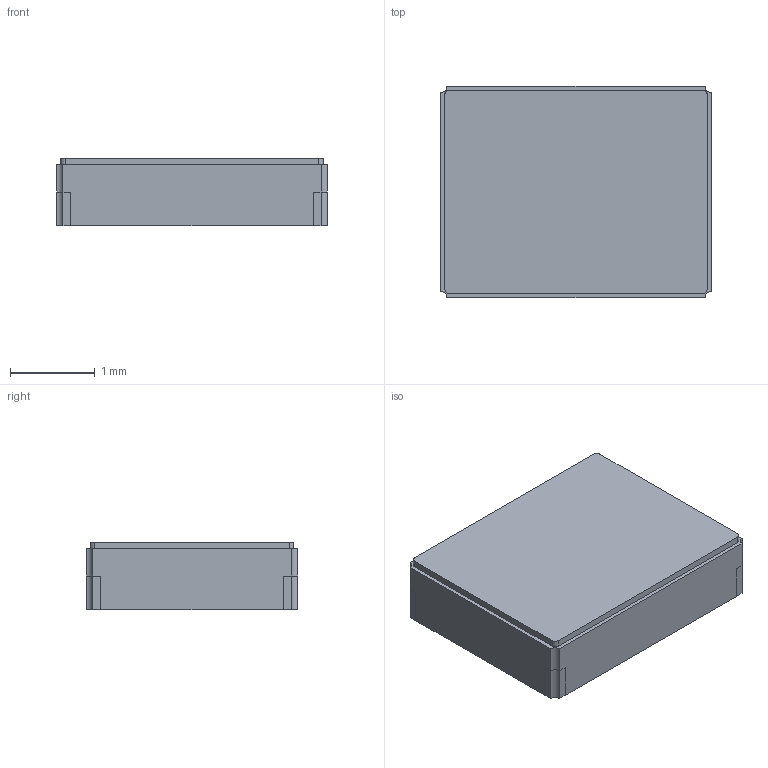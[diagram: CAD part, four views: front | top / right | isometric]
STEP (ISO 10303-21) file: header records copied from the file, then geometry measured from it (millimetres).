
FILE_DESCRIPTION(/* description */ (''),/* implementation_level */ '2;1');
FILE_NAME(/* name */ 'SMD-5032_4P.step',/* time_stamp */ '2021-06-04T12:28:17-05:00',/* author */ (''),/* organization */ (''),/* preprocessor_version */ 'ST-DEVELOPER v18.1',/* originating_system */ 'Autodesk Translation Framework v10.9.0.1377',/* authorisation */ '');
FILE_SCHEMA (('AUTOMOTIVE_DESIGN { 1 0 10303 214 3 1 1 }'));
Length unit declared in the file: millimetre
Products named in the file (1): SMD-5032_4P
Bounding box: 3.2 x 2.5 x 0.8 mm (x, y, z)
Volume: 6.3 mm3; surface area: 41.7 mm2
Topology: 5 solids, 5 shells, 93 faces, 246 edges, 164 vertices
Faces by surface type: plane 81, cylinder 12
Entity records: 2904 total; most frequent: CARTESIAN_POINT 504, ORIENTED_EDGE 492, DIRECTION 458, EDGE_CURVE 246, LINE 222, VECTOR 222, VERTEX_POINT 164, AXIS2_PLACEMENT_3D 118
